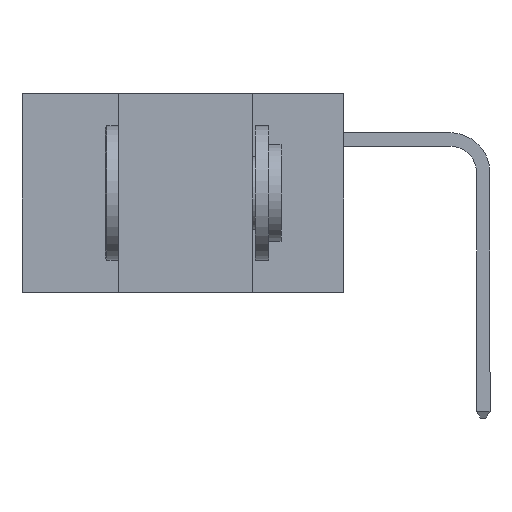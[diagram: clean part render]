
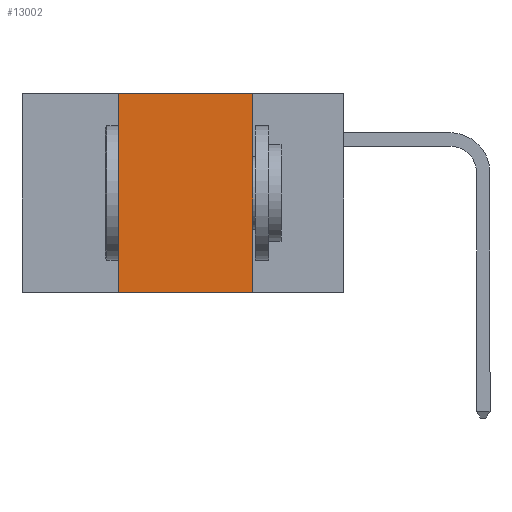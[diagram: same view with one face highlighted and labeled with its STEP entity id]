
A CAD part, left-side view. The second image highlights one B-rep face of the part: STEP entity #13002.
In plain terms, the highlighted planar face has unit normal (-1, 0, 0).
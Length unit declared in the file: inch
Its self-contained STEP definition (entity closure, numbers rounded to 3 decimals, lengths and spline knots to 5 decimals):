
#3 = EDGE_CURVE ( 'NONE', #3530, #702, #7263, .T. ) ;
#492 = CARTESIAN_POINT ( 'NONE',  ( 0., 0.6, 0. ) ) ;
#702 = VERTEX_POINT ( 'NONE', #6410 ) ;
#1763 = EDGE_LOOP ( 'NONE', ( #3656, #8522, #8269, #16815 ) ) ;
#1964 = LINE ( 'NONE', #4774, #12281 ) ;
#3056 = VECTOR ( 'NONE', #8542, 39.37008 ) ;
#3239 = CARTESIAN_POINT ( 'NONE',  ( 0., 0.17, 0. ) ) ;
#3365 = DIRECTION ( 'NONE',  ( 0., 0., -1. ) ) ;
#3530 = VERTEX_POINT ( 'NONE', #11550 ) ;
#3656 = ORIENTED_EDGE ( 'NONE', *, *, #8504, .F. ) ;
#4774 = CARTESIAN_POINT ( 'NONE',  ( 0., 0.6, -0.37 ) ) ;
#6154 = CARTESIAN_POINT ( 'NONE',  ( 0., 0.6, 0. ) ) ;
#6242 = CARTESIAN_POINT ( 'NONE',  ( 0., 0.42, 0. ) ) ;
#6410 = CARTESIAN_POINT ( 'NONE',  ( 0., 0.42, 0. ) ) ;
#6452 = CARTESIAN_POINT ( 'NONE',  ( 0., 0.17, -0.37 ) ) ;
#6892 = VERTEX_POINT ( 'NONE', #6452 ) ;
#7263 = LINE ( 'NONE', #6242, #3056 ) ;
#7407 = EDGE_CURVE ( 'NONE', #702, #8180, #10290, .T. ) ;
#8180 = VERTEX_POINT ( 'NONE', #10954 ) ;
#8269 = ORIENTED_EDGE ( 'NONE', *, *, #3, .F. ) ;
#8504 = EDGE_CURVE ( 'NONE', #8180, #6892, #10904, .T. ) ;
#8522 = ORIENTED_EDGE ( 'NONE', *, *, #7407, .F. ) ;
#8542 = DIRECTION ( 'NONE',  ( 0., 0., 1. ) ) ;
#10173 = DIRECTION ( 'NONE',  ( 0., 0., -1. ) ) ;
#10290 = LINE ( 'NONE', #492, #13182 ) ;
#10296 = PLANE ( 'NONE',  #12386 ) ;
#10348 = DIRECTION ( 'NONE',  ( 0., -1., 0. ) ) ;
#10449 = VECTOR ( 'NONE', #10173, 39.37008 ) ;
#10904 = LINE ( 'NONE', #3239, #10449 ) ;
#10954 = CARTESIAN_POINT ( 'NONE',  ( 0., 0.17, 0. ) ) ;
#11550 = CARTESIAN_POINT ( 'NONE',  ( 0., 0.42, -0.37 ) ) ;
#11697 = DIRECTION ( 'NONE',  ( 0., -1., 0. ) ) ;
#11726 = DIRECTION ( 'NONE',  ( 1., 0., 0. ) ) ;
#12281 = VECTOR ( 'NONE', #10348, 39.37008 ) ;
#12386 = AXIS2_PLACEMENT_3D ( 'NONE', #6154, #11726, #3365 ) ;
#13002 = ADVANCED_FACE ( 'NONE', ( #14040 ), #10296, .F. ) ;
#13182 = VECTOR ( 'NONE', #11697, 39.37008 ) ;
#13567 = EDGE_CURVE ( 'NONE', #3530, #6892, #1964, .T. ) ;
#14040 = FACE_OUTER_BOUND ( 'NONE', #1763, .T. ) ;
#16815 = ORIENTED_EDGE ( 'NONE', *, *, #13567, .T. ) ;
